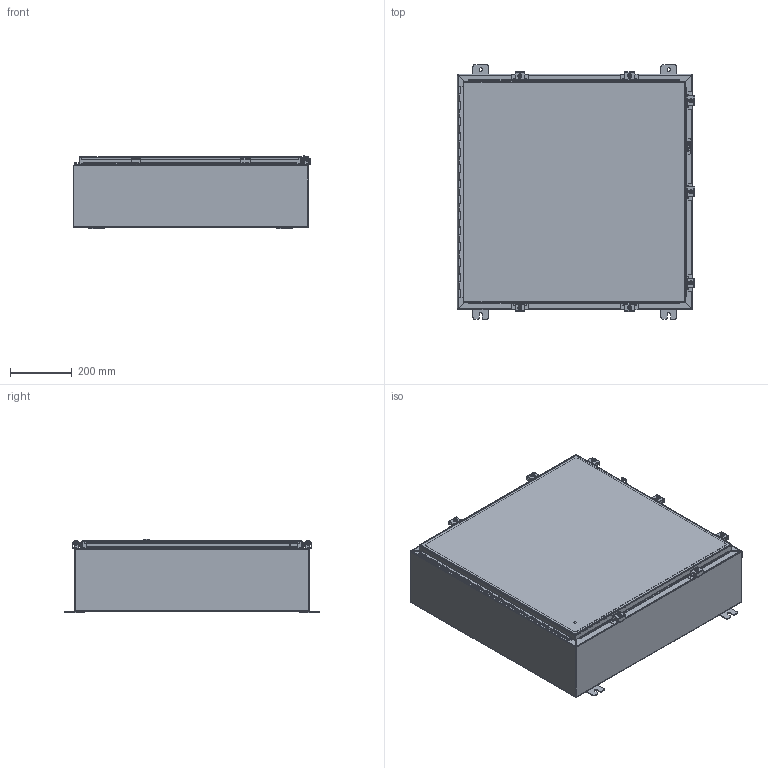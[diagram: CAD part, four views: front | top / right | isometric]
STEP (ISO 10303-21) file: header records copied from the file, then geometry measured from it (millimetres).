
FILE_DESCRIPTION (( 'STEP AP214' ), '1' );
FILE_NAME ('SSN4303008.STEP', '2016-02-09T20:55:38', ( '' ), ( '' ), 'SwSTEP 2.0', 'SolidWorks 2014', '' );
FILE_SCHEMA (( 'AUTOMOTIVE_DESIGN' ));
Length unit declared in the file: inch
Products named in the file (19): 30824; 30824-1; 30818; HFW30825-2; 38859; 328139P; HFW30825-4; 328139T; 328139L; SSN43030LID; 38846; HFW30825-3; 28x28; SSN4303008BKP; 32912; 328139; 38412; 34871; SSN4303008
Assembly tree (36 placements, depth 3):
  SSN4303008
    34871  x4
    38412
    SSN4303008BKP
    32912
    28x28
    38846
    SSN43030LID
    328139
      328139L
      328139P
      328139T
    38859  x4
    30824  x7
      30824-1
      HFW30825-2
      HFW30825-3
      HFW30825-4
    30818  x7
Bounding box: 769.89 x 825.5 x 237.62 mm (x, y, z)
Volume: 4015863.1 mm3; surface area: 4161872.1 mm2
Topology: 52 solids, 52 shells, 2111 faces, 5499 edges, 3532 vertices
Faces by surface type: cylinder 935, plane 805, bspline 201, torus 88, sphere 42, cone 40
Entity records: 42143 total; most frequent: CARTESIAN_POINT 11123, DIRECTION 4755, ORIENTED_EDGE 4734, EDGE_CURVE 2367, AXIS2_PLACEMENT_3D 1677, VERTEX_POINT 1510, VECTOR 1401, LINE 1401
